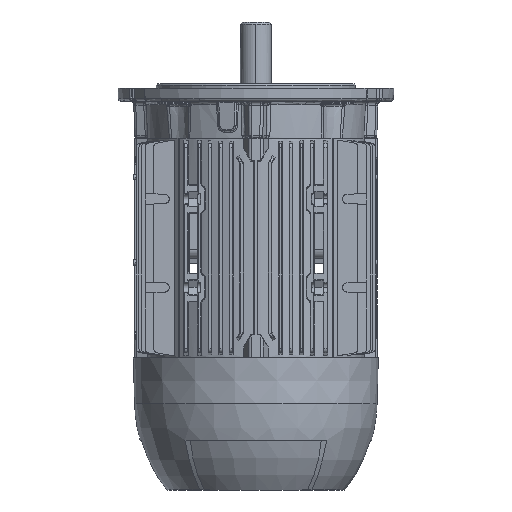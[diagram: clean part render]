
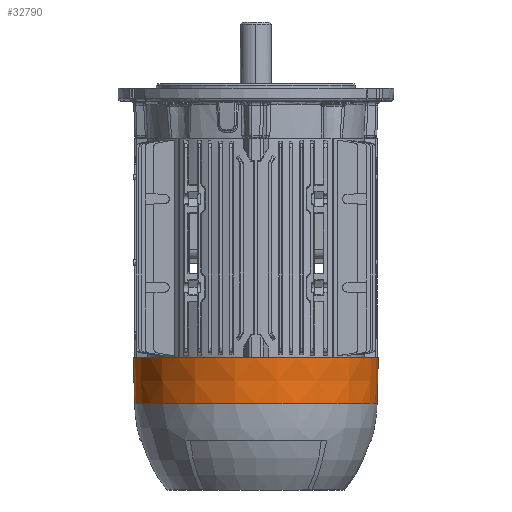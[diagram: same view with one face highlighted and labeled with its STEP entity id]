
A CAD part, front view. The second image highlights one B-rep face of the part: STEP entity #32790.
In plain terms, the highlighted conical face has half-angle 1.5 degrees and reference radius 110.35 mm.
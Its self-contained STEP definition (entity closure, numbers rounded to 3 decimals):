
#2368 = EDGE_CURVE ( 'NONE', #52067, #12070, #54436, .T. ) ;
#2781 = ORIENTED_EDGE ( 'NONE', *, *, #2368, .T. ) ;
#5848 = VECTOR ( 'NONE', #12583, 1000. ) ;
#6554 = LINE ( 'NONE', #29499, #5848 ) ;
#6969 = AXIS2_PLACEMENT_3D ( 'NONE', #20530, #50145, #73144 ) ;
#7529 = AXIS2_PLACEMENT_3D ( 'NONE', #72577, #49939, #9784 ) ;
#8343 = EDGE_CURVE ( 'NONE', #46890, #58093, #11809, .T. ) ;
#9784 = DIRECTION ( 'NONE',  ( 1., 0., 0. ) ) ;
#9977 = EDGE_CURVE ( 'NONE', #12070, #58093, #13223, .T. ) ;
#11809 = CIRCLE ( 'NONE', #6969, 110.761 ) ;
#12070 = VERTEX_POINT ( 'NONE', #65055 ) ;
#12583 = DIRECTION ( 'NONE',  ( -0.026, 0., 1. ) ) ;
#12848 = DIRECTION ( 'NONE',  ( 0.026, 0., 1. ) ) ;
#13223 = LINE ( 'NONE', #13960, #55082 ) ;
#13960 = CARTESIAN_POINT ( 'NONE',  ( 110.35, 0., -183.2 ) ) ;
#18469 = AXIS2_PLACEMENT_3D ( 'NONE', #38327, #65808, #37579 ) ;
#18603 = EDGE_LOOP ( 'NONE', ( #20590, #2781, #34165, #46838 ) ) ;
#20530 = CARTESIAN_POINT ( 'NONE',  ( 0., 0., -167.5 ) ) ;
#20590 = ORIENTED_EDGE ( 'NONE', *, *, #43655, .F. ) ;
#29165 = CARTESIAN_POINT ( 'NONE',  ( 110.761, 0., -167.5 ) ) ;
#29499 = CARTESIAN_POINT ( 'NONE',  ( -110.35, 0., -183.2 ) ) ;
#32790 = ADVANCED_FACE ( 'NONE', ( #61981 ), #60328, .T. ) ;
#34165 = ORIENTED_EDGE ( 'NONE', *, *, #9977, .T. ) ;
#37579 = DIRECTION ( 'NONE',  ( 1., 0., 0. ) ) ;
#38327 = CARTESIAN_POINT ( 'NONE',  ( 0., 0., -209.2 ) ) ;
#43655 = EDGE_CURVE ( 'NONE', #52067, #46890, #6554, .T. ) ;
#46539 = CARTESIAN_POINT ( 'NONE',  ( -109.669, 0., -209.2 ) ) ;
#46838 = ORIENTED_EDGE ( 'NONE', *, *, #8343, .F. ) ;
#46890 = VERTEX_POINT ( 'NONE', #70599 ) ;
#49939 = DIRECTION ( 'NONE',  ( 0., 0., 1. ) ) ;
#50145 = DIRECTION ( 'NONE',  ( 0., 0., 1. ) ) ;
#52067 = VERTEX_POINT ( 'NONE', #46539 ) ;
#54436 = CIRCLE ( 'NONE', #18469, 109.669 ) ;
#55082 = VECTOR ( 'NONE', #12848, 1000. ) ;
#58093 = VERTEX_POINT ( 'NONE', #29165 ) ;
#60328 = CONICAL_SURFACE ( 'NONE', #7529, 110.35, 0.026 ) ;
#61981 = FACE_OUTER_BOUND ( 'NONE', #18603, .T. ) ;
#65055 = CARTESIAN_POINT ( 'NONE',  ( 109.669, 0., -209.2 ) ) ;
#65808 = DIRECTION ( 'NONE',  ( 0., 0., 1. ) ) ;
#70599 = CARTESIAN_POINT ( 'NONE',  ( -110.761, 0., -167.5 ) ) ;
#72577 = CARTESIAN_POINT ( 'NONE',  ( 0., 0., -183.2 ) ) ;
#73144 = DIRECTION ( 'NONE',  ( 1., 0., 0. ) ) ;
